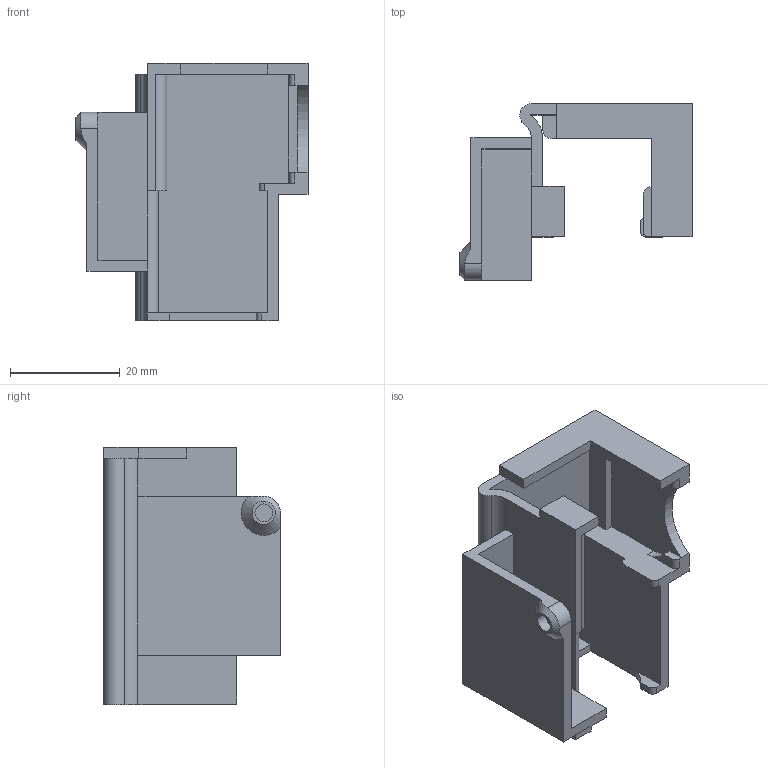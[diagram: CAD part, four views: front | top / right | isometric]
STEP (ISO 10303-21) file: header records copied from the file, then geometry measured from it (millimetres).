
FILE_DESCRIPTION(/* description */ (''),/* implementation_level */ '2;1');
FILE_NAME(/* name */ 'bracket3 v11.step',/* time_stamp */ '2021-11-01T02:09:22+09:00',/* author */ (''),/* organization */ (''),/* preprocessor_version */ 'ST-DEVELOPER v18.1',/* originating_system */ 'Autodesk Translation Framework v10.10.0.1391',/* authorisation */ '');
FILE_SCHEMA (('AUTOMOTIVE_DESIGN { 1 0 10303 214 3 1 1 }'));
Length unit declared in the file: millimetre
Products named in the file (1): bracket3
Bounding box: 42.2 x 32.1 x 46.8 mm (x, y, z)
Volume: 10429.6 mm3; surface area: 10710.5 mm2
Topology: 1 solids, 1 shells, 75 faces, 206 edges, 134 vertices
Faces by surface type: plane 54, cylinder 20, cone 1
Full cylindrical faces by diameter (mm): 3.2 x1
Entity records: 2382 total; most frequent: CARTESIAN_POINT 420, ORIENTED_EDGE 412, DIRECTION 398, EDGE_CURVE 206, LINE 162, VECTOR 162, VERTEX_POINT 134, AXIS2_PLACEMENT_3D 118
